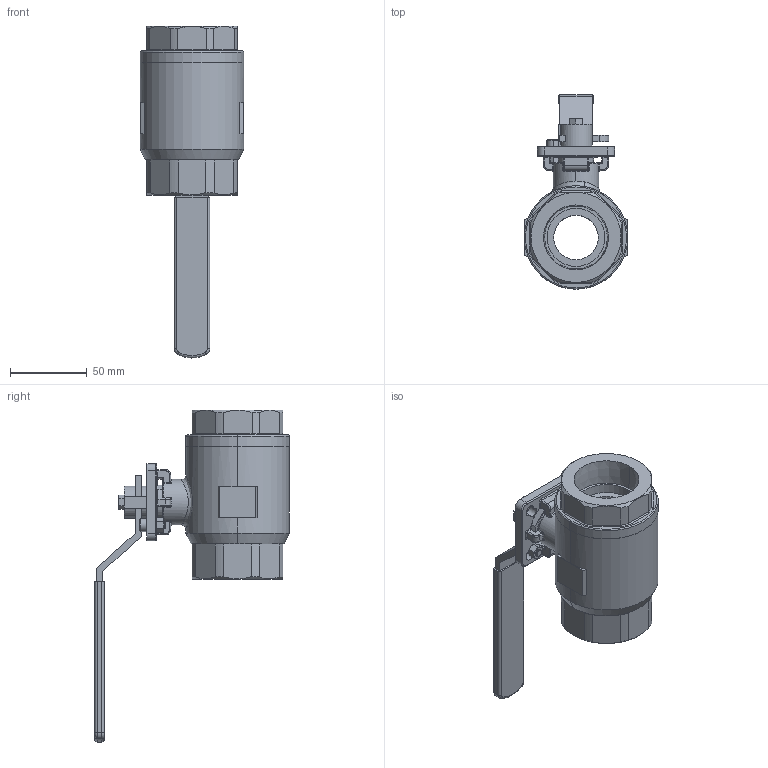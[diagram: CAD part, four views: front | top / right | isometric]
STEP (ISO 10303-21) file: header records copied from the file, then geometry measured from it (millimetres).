
FILE_DESCRIPTION (( 'STEP AP214' ), '1' );
FILE_NAME ('24-TH-0125-XXX.STEP', '2019-08-02T20:34:49', ( '' ), ( '' ), 'SwSTEP 2.0', 'SolidWorks 2019', '' );
FILE_SCHEMA (( 'AUTOMOTIVE_DESIGN' ));
Length unit declared in the file: inch
Products named in the file (8): 22641; hex screw_am_B18.6.7M - M5 x 0.8 x 10 Plain HHMS --10N; 22647; 22645; socket head cap screw_am_B18.3.1M - 5 x 0.8 x 12 Hex SHCS -- 12NHX; hex nut style 1_am_B18.2.4.1M - Hex nut, Style 1,  M5 x 0.8 --D-N; 22644; 24-TH-0125-XXX
Assembly tree (7 placements, depth 2):
  24-TH-0125-XXX
    22644
    22645
    22647
    22641
    hex screw_am_B18.6.7M - M5 x 0.8 x 10 Plain HHMS --10N
    hex nut style 1_am_B18.2.4.1M - Hex nut, Style 1,  M5 x 0.8 --D-N
    socket head cap screw_am_B18.3.1M - 5 x 0.8 x 12 Hex SHCS -- 12NHX
Bounding box: 67.31 x 126.62 x 215.93 mm (x, y, z)
Volume: 307277.5 mm3; surface area: 69970 mm2
Topology: 7 solids, 7 shells, 592 faces, 1477 edges, 921 vertices
Faces by surface type: plane 272, cylinder 154, bspline 59, torus 59, cone 48
Entity records: 21801 total; most frequent: CARTESIAN_POINT 7341, ORIENTED_EDGE 2946, DIRECTION 2795, EDGE_CURVE 1473, AXIS2_PLACEMENT_3D 993, VERTEX_POINT 921, LINE 809, VECTOR 809
